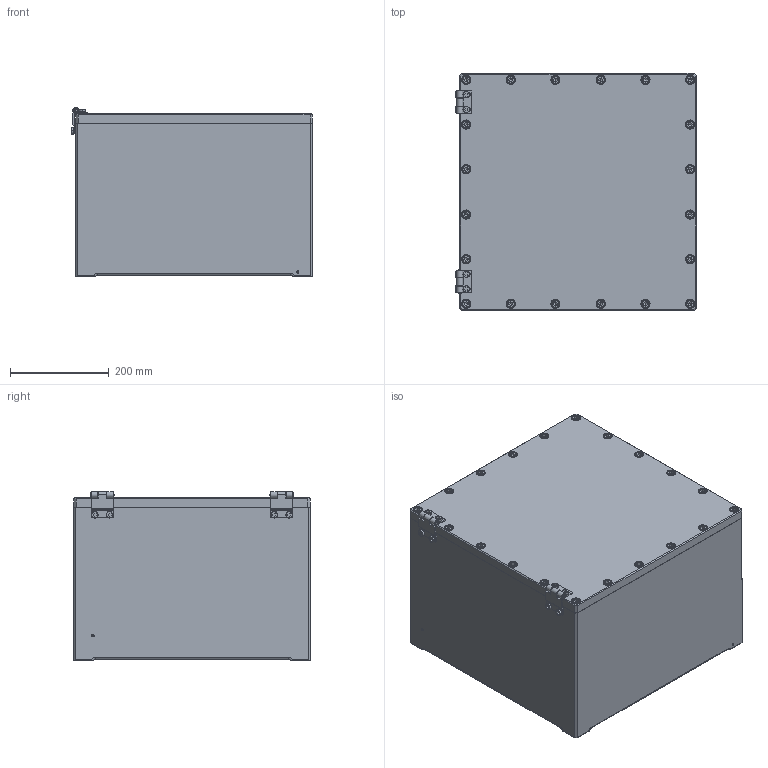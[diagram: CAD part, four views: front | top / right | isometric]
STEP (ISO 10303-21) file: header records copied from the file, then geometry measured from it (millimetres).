
FILE_DESCRIPTION (( 'STEP AP203' ), '1' );
FILE_NAME ('8264-_335-3_10.STEP', '2013-09-20T07:16:30', ( 'Admin' ), ( 'R. STAHL AG' ), 'SwSTEP 2.0', 'SolidWorks 2013', '' );
FILE_SCHEMA (( 'CONFIG_CONTROL_DESIGN' ));
Length unit declared in the file: millimetre
Products named in the file (11): 82_640_01_26_0_Teil_2; 82_649_15_04_6_82_649_45_04_3; 82_640_01_26_0_Teil_3; 82_649_60_05_3_82_649_94_05_3 unverlierbare Schraube; 8264-_335-3_10; 82_649_03_55_0_NEC; 506_548_0; 502_077_0; 502_606_0_Standard M10 x 30; 500_663_0_M 8 x 16; 82_640_01_26_0_Teil_1
Assembly tree (45 placements, depth 2):
  8264-_335-3_10
    82_649_15_04_6_82_649_45_04_3
    82_649_60_05_3_82_649_94_05_3 unverlierbare Schraube
    82_649_03_55_0_NEC
    506_548_0  x4
    502_077_0  x4
    502_606_0_Standard M10 x 30  x20
    500_663_0_M 8 x 16  x8
    82_640_01_26_0_Teil_1  x2
    82_640_01_26_0_Teil_2  x2
    82_640_01_26_0_Teil_3  x2
Bounding box: 488.6 x 480 x 342.5 mm (x, y, z)
Volume: 20372819.8 mm3; surface area: 2592475.8 mm2
Topology: 45 solids, 45 shells, 2519 faces, 5843 edges, 3424 vertices
Faces by surface type: cylinder 889, plane 784, bspline 324, torus 242, cone 220, sphere 60
Entity records: 63803 total; most frequent: CARTESIAN_POINT 26074, ORIENTED_EDGE 7712, DIRECTION 7272, EDGE_CURVE 3856, AXIS2_PLACEMENT_3D 2843, VERTEX_POINT 2309, EDGE_LOOP 1813, FACE_OUTER_BOUND 1661
